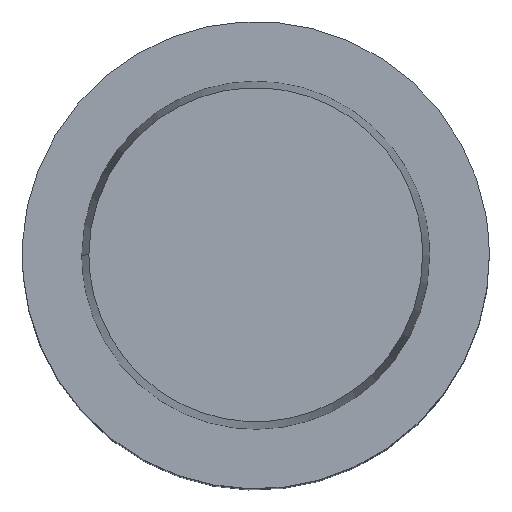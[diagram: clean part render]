
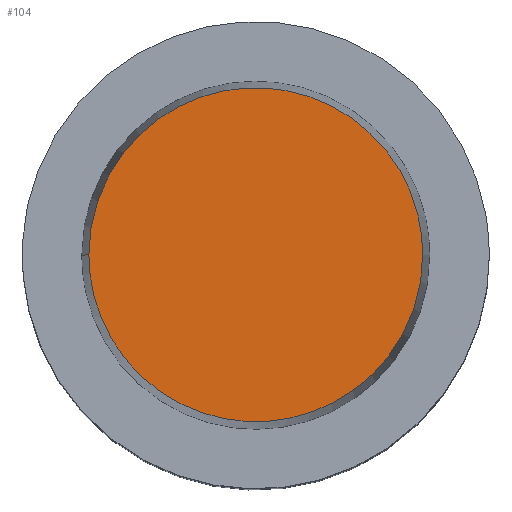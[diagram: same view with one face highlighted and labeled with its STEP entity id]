
A CAD part, top view. The second image highlights one B-rep face of the part: STEP entity #104.
In plain terms, the highlighted free-form (B-spline) face has degree [1, 1] with [2, 2] control points.
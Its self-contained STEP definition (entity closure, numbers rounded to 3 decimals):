
#104 = ADVANCED_FACE('',(#105),#127,.T.);
#105 = FACE_BOUND('',#106,.T.);
#106 = EDGE_LOOP('',(#107,#119));
#107 = ORIENTED_EDGE('',*,*,#108,.F.);
#108 = EDGE_CURVE('',#109,#111,#113,.T.);
#109 = VERTEX_POINT('',#110);
#110 = CARTESIAN_POINT('',(22.512,0.,38.));
#111 = VERTEX_POINT('',#112);
#112 = CARTESIAN_POINT('',(-22.512,0.,38.));
#113 = ( BOUNDED_CURVE() B_SPLINE_CURVE(2,(#114,#115,#116,#117,#118),
.UNSPECIFIED.,.F.,.F.) B_SPLINE_CURVE_WITH_KNOTS((3,2,3),(0.,0.5,1.),
.PIECEWISE_BEZIER_KNOTS.) CURVE() GEOMETRIC_REPRESENTATION_ITEM() 
RATIONAL_B_SPLINE_CURVE((1.,0.707,1.,0.707,1.)) 
REPRESENTATION_ITEM('') );
#114 = CARTESIAN_POINT('',(22.512,0.,38.));
#115 = CARTESIAN_POINT('',(22.512,-22.512,38.));
#116 = CARTESIAN_POINT('',(0.,-22.512,38.));
#117 = CARTESIAN_POINT('',(-22.512,-22.512,38.));
#118 = CARTESIAN_POINT('',(-22.512,0.,38.));
#119 = ORIENTED_EDGE('',*,*,#120,.F.);
#120 = EDGE_CURVE('',#111,#109,#121,.T.);
#121 = ( BOUNDED_CURVE() B_SPLINE_CURVE(2,(#122,#123,#124,#125,#126),
.UNSPECIFIED.,.F.,.F.) B_SPLINE_CURVE_WITH_KNOTS((3,2,3),(0.,0.5,1.),
.PIECEWISE_BEZIER_KNOTS.) CURVE() GEOMETRIC_REPRESENTATION_ITEM() 
RATIONAL_B_SPLINE_CURVE((1.,0.707,1.,0.707,1.)) 
REPRESENTATION_ITEM('') );
#122 = CARTESIAN_POINT('',(-22.512,0.,38.));
#123 = CARTESIAN_POINT('',(-22.512,22.512,38.));
#124 = CARTESIAN_POINT('',(0.,22.512,38.));
#125 = CARTESIAN_POINT('',(22.512,22.512,38.));
#126 = CARTESIAN_POINT('',(22.512,0.,38.));
#127 = B_SPLINE_SURFACE_WITH_KNOTS('',1,1,(
    (#128,#129)
    ,(#130,#131
    )),.UNSPECIFIED.,.F.,.F.,.F.,(2,2),(2,2),(0.179,
    0.821),(0.179,0.821),
  .PIECEWISE_BEZIER_KNOTS.);
#128 = CARTESIAN_POINT('',(-22.512,22.512,38.));
#129 = CARTESIAN_POINT('',(22.512,22.512,38.));
#130 = CARTESIAN_POINT('',(-22.512,-22.512,38.));
#131 = CARTESIAN_POINT('',(22.512,-22.512,38.));
